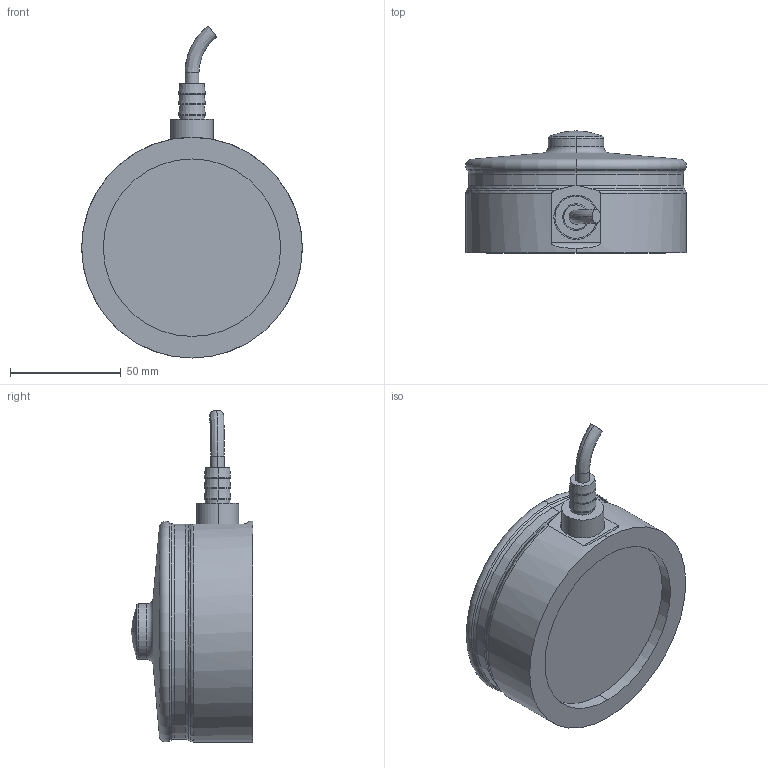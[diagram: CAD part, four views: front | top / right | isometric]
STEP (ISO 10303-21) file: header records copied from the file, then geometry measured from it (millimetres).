
FILE_DESCRIPTION (( 'STEP AP214' ), '1' );
FILE_NAME ('0002.step', '2019-05-22T16:12:18', ( '' ), ( '' ), 'SwSTEP 2.0', 'SolidWorks 2019', '' );
FILE_SCHEMA (( 'AUTOMOTIVE_DESIGN' ));
Length unit declared in the file: millimetre
Products named in the file (3): 0002; 4001; El Tilgang_std
Assembly tree (2 placements, depth 2):
  0002
    4001
    El Tilgang_std
Bounding box: 99.5 x 55 x 149.71 mm (x, y, z)
Volume: 316447.2 mm3; surface area: 33647.2 mm2
Topology: 2 solids, 2 shells, 80 faces, 174 edges, 107 vertices
Faces by surface type: cylinder 36, plane 13, torus 12, cone 12, bspline 5, sphere 2
Entity records: 3753 total; most frequent: CARTESIAN_POINT 1531, DIRECTION 378, ORIENTED_EDGE 348, EDGE_CURVE 174, AXIS2_PLACEMENT_3D 165, VERTEX_POINT 107, EDGE_LOOP 89, CIRCLE 85
